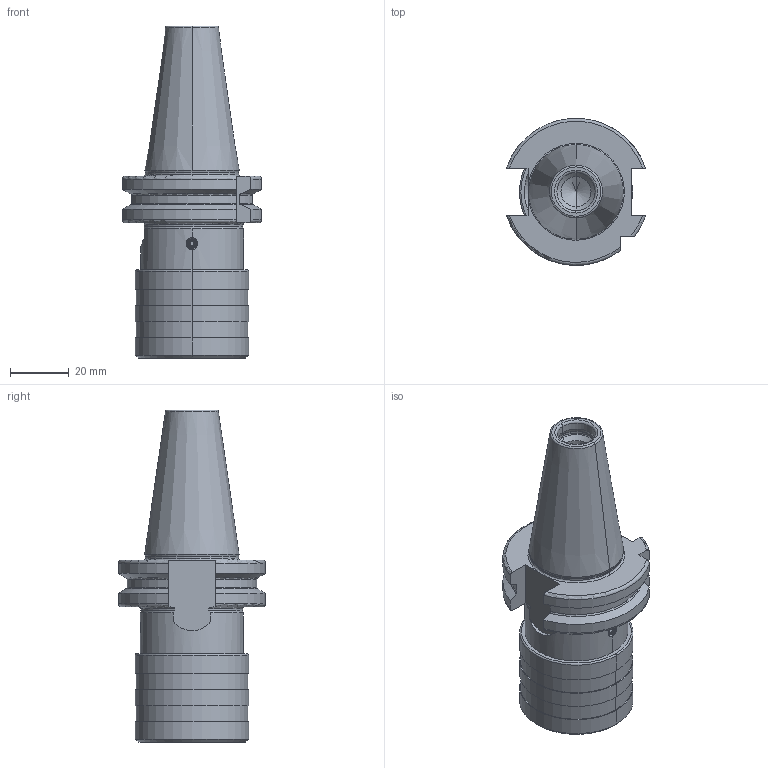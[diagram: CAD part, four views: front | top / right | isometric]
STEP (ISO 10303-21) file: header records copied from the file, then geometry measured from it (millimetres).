
FILE_DESCRIPTION((''),'2;1');
FILE_NAME('302_16_12','2020-10-07T',('104091'),(''),'CREO PARAMETRIC BY PTC INC, 2016260','CREO PARAMETRIC BY PTC INC, 2016260','');
FILE_SCHEMA(('CONFIG_CONTROL_DESIGN'));
Length unit declared in the file: millimetre
Products named in the file (1): 302_16_12
Bounding box: 47.34 x 49.9 x 112.8 mm (x, y, z)
Volume: 87463.5 mm3; surface area: 24559.7 mm2
Topology: 1 solids, 1 shells, 176 faces, 434 edges, 267 vertices
Faces by surface type: cylinder 49, plane 48, cone 39, torus 34, sphere 6
Entity records: 5663 total; most frequent: CARTESIAN_POINT 1494, DIRECTION 897, ORIENTED_EDGE 848, EDGE_CURVE 424, AXIS2_PLACEMENT_3D 372, VERTEX_POINT 267, EDGE_LOOP 193, CIRCLE 193
